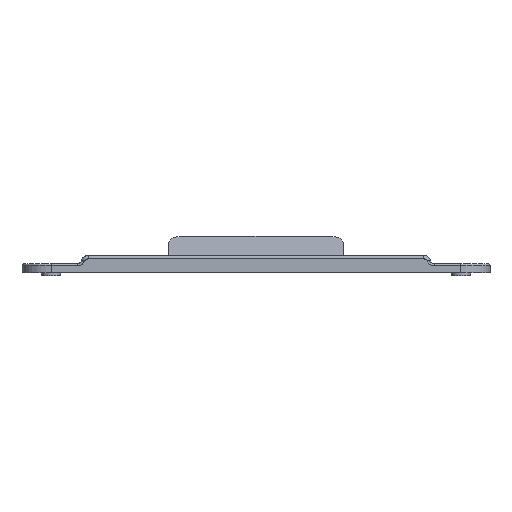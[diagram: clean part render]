
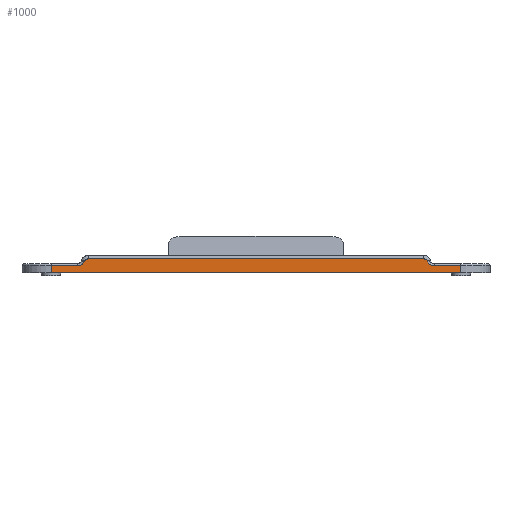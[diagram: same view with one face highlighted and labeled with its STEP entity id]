
A CAD part, front view. The second image highlights one B-rep face of the part: STEP entity #1000.
In plain terms, the highlighted planar face has unit normal (0, -1, 0).
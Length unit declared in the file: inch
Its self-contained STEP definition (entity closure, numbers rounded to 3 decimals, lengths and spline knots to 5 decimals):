
#37=PLANE('',#1092);
#61=LINE('',#1635,#124);
#72=LINE('',#1676,#135);
#73=LINE('',#1687,#136);
#74=LINE('',#1713,#137);
#75=LINE('',#1715,#138);
#76=LINE('',#1716,#139);
#124=VECTOR('',#1195,0.3937);
#135=VECTOR('',#1240,0.3937);
#136=VECTOR('',#1245,0.3937);
#137=VECTOR('',#1246,0.3937);
#138=VECTOR('',#1247,0.3937);
#139=VECTOR('',#1248,0.3937);
#222=FACE_OUTER_BOUND('',#281,.T.);
#281=EDGE_LOOP('',(#682,#683,#684,#685,#686,#687,#688,#689,#690,#691));
#343=B_SPLINE_CURVE_WITH_KNOTS('',3,(#1614,#1615,#1616,#1617,#1618,#1619,
#1620,#1621,#1622,#1623,#1624,#1625,#1626,#1627,#1628,#1629),
 .UNSPECIFIED.,.F.,.F.,(4,2,1,1,1,1,1,1,1,1,1,1,4),(-0.00085,
0.,0.01082,0.02165,0.03247,0.04329,
0.06494,0.08658,0.10823,0.12987,
0.15152,0.17316,0.21645),.UNSPECIFIED.);
#344=B_SPLINE_CURVE_WITH_KNOTS('',3,(#1680,#1681,#1682,#1683,#1684,#1685),
 .UNSPECIFIED.,.F.,.F.,(4,1,1,4),(0.,0.03101,
0.04652,0.06881),.UNSPECIFIED.);
#345=B_SPLINE_CURVE_WITH_KNOTS('',3,(#1689,#1690,#1691,#1692,#1693,#1694),
 .UNSPECIFIED.,.F.,.F.,(4,1,1,4),(0.05615,0.06295,
0.09396,0.12496),.UNSPECIFIED.);
#346=B_SPLINE_CURVE_WITH_KNOTS('',3,(#1696,#1697,#1698,#1699,#1700,#1701,
#1702,#1703,#1704,#1705,#1706,#1707,#1708,#1709,#1710,#1711),
 .UNSPECIFIED.,.F.,.F.,(4,1,1,1,1,1,1,1,1,1,1,2,4),(0.,0.04329,
0.06494,0.08658,0.10823,0.12987,
0.15152,0.17316,0.18399,0.19481,
0.20563,0.21645,0.2173),.UNSPECIFIED.);
#418=VERTEX_POINT('',#1594);
#420=VERTEX_POINT('',#1597);
#421=VERTEX_POINT('',#1631);
#435=VERTEX_POINT('',#1675);
#436=VERTEX_POINT('',#1679);
#437=VERTEX_POINT('',#1686);
#438=VERTEX_POINT('',#1688);
#439=VERTEX_POINT('',#1695);
#440=VERTEX_POINT('',#1712);
#441=VERTEX_POINT('',#1714);
#506=EDGE_CURVE('',#420,#418,#343,.T.);
#509=EDGE_CURVE('',#418,#421,#61,.T.);
#529=EDGE_CURVE('',#435,#421,#72,.T.);
#531=EDGE_CURVE('',#436,#420,#344,.T.);
#532=EDGE_CURVE('',#437,#436,#73,.T.);
#533=EDGE_CURVE('',#438,#437,#345,.T.);
#534=EDGE_CURVE('',#439,#438,#346,.T.);
#535=EDGE_CURVE('',#440,#439,#74,.T.);
#536=EDGE_CURVE('',#441,#440,#75,.T.);
#537=EDGE_CURVE('',#441,#435,#76,.T.);
#682=ORIENTED_EDGE('',*,*,#509,.F.);
#683=ORIENTED_EDGE('',*,*,#506,.F.);
#684=ORIENTED_EDGE('',*,*,#531,.F.);
#685=ORIENTED_EDGE('',*,*,#532,.F.);
#686=ORIENTED_EDGE('',*,*,#533,.F.);
#687=ORIENTED_EDGE('',*,*,#534,.F.);
#688=ORIENTED_EDGE('',*,*,#535,.F.);
#689=ORIENTED_EDGE('',*,*,#536,.F.);
#690=ORIENTED_EDGE('',*,*,#537,.T.);
#691=ORIENTED_EDGE('',*,*,#529,.T.);
#1000=ADVANCED_FACE('',(#222),#37,.T.);
#1092=AXIS2_PLACEMENT_3D('',#1678,#1243,#1244);
#1195=DIRECTION('',(1.,0.,0.));
#1240=DIRECTION('',(0.,0.,1.));
#1243=DIRECTION('center_axis',(0.,-1.,0.));
#1244=DIRECTION('ref_axis',(1.,0.,0.));
#1245=DIRECTION('',(1.,0.,0.));
#1246=DIRECTION('',(1.,0.,0.));
#1247=DIRECTION('',(0.,0.,1.));
#1248=DIRECTION('',(1.,0.,0.));
#1594=CARTESIAN_POINT('',(1.51999,-2.248,0.305));
#1597=CARTESIAN_POINT('',(1.45505,-2.248,0.355));
#1614=CARTESIAN_POINT('Ctrl Pts',(1.45505,-2.248,0.355));
#1615=CARTESIAN_POINT('Ctrl Pts',(1.45513,-2.248,0.35493));
#1616=CARTESIAN_POINT('Ctrl Pts',(1.45521,-2.248,0.35485));
#1617=CARTESIAN_POINT('Ctrl Pts',(1.45636,-2.248,0.35383));
#1618=CARTESIAN_POINT('Ctrl Pts',(1.45837,-2.248,0.35182));
#1619=CARTESIAN_POINT('Ctrl Pts',(1.46111,-2.248,0.34852));
#1620=CARTESIAN_POINT('Ctrl Pts',(1.4636,-2.248,0.34506));
#1621=CARTESIAN_POINT('Ctrl Pts',(1.46674,-2.248,0.34033));
#1622=CARTESIAN_POINT('Ctrl Pts',(1.47058,-2.248,0.33436));
#1623=CARTESIAN_POINT('Ctrl Pts',(1.47563,-2.248,0.32746));
#1624=CARTESIAN_POINT('Ctrl Pts',(1.48138,-2.248,0.32112));
#1625=CARTESIAN_POINT('Ctrl Pts',(1.48788,-2.248,0.31557));
#1626=CARTESIAN_POINT('Ctrl Pts',(1.49521,-2.248,0.31097));
#1627=CARTESIAN_POINT('Ctrl Pts',(1.50566,-2.248,0.30645));
#1628=CARTESIAN_POINT('Ctrl Pts',(1.51431,-2.248,0.305));
#1629=CARTESIAN_POINT('Ctrl Pts',(1.51999,-2.248,0.305));
#1631=CARTESIAN_POINT('',(1.748,-2.248,0.305));
#1635=CARTESIAN_POINT('',(-0.874,-2.248,0.305));
#1675=CARTESIAN_POINT('',(1.748,-2.248,0.245));
#1676=CARTESIAN_POINT('',(1.748,-2.248,0.245));
#1678=CARTESIAN_POINT('Origin',(-1.748,-2.248,0.245));
#1679=CARTESIAN_POINT('',(1.43066,-2.248,0.365));
#1680=CARTESIAN_POINT('Ctrl Pts',(1.43066,-2.248,0.365));
#1681=CARTESIAN_POINT('Ctrl Pts',(1.43473,-2.248,0.365));
#1682=CARTESIAN_POINT('Ctrl Pts',(1.44085,-2.248,0.36401));
#1683=CARTESIAN_POINT('Ctrl Pts',(1.44909,-2.248,0.36021));
#1684=CARTESIAN_POINT('Ctrl Pts',(1.45303,-2.248,0.35712));
#1685=CARTESIAN_POINT('Ctrl Pts',(1.45505,-2.248,0.355));
#1686=CARTESIAN_POINT('',(-1.43066,-2.248,0.365));
#1687=CARTESIAN_POINT('',(-0.874,-2.248,0.365));
#1688=CARTESIAN_POINT('',(-1.45505,-2.248,0.355));
#1689=CARTESIAN_POINT('Ctrl Pts',(-1.45505,-2.248,0.355));
#1690=CARTESIAN_POINT('Ctrl Pts',(-1.45443,-2.248,0.35565));
#1691=CARTESIAN_POINT('Ctrl Pts',(-1.45085,-2.248,0.35909));
#1692=CARTESIAN_POINT('Ctrl Pts',(-1.44288,-2.248,0.36368));
#1693=CARTESIAN_POINT('Ctrl Pts',(-1.43473,-2.248,0.365));
#1694=CARTESIAN_POINT('Ctrl Pts',(-1.43066,-2.248,0.365));
#1695=CARTESIAN_POINT('',(-1.51999,-2.248,0.305));
#1696=CARTESIAN_POINT('Ctrl Pts',(-1.51999,-2.248,0.305));
#1697=CARTESIAN_POINT('Ctrl Pts',(-1.51431,-2.248,0.305));
#1698=CARTESIAN_POINT('Ctrl Pts',(-1.50566,-2.248,0.30645));
#1699=CARTESIAN_POINT('Ctrl Pts',(-1.49521,-2.248,0.31097));
#1700=CARTESIAN_POINT('Ctrl Pts',(-1.48788,-2.248,0.31557));
#1701=CARTESIAN_POINT('Ctrl Pts',(-1.48138,-2.248,0.32112));
#1702=CARTESIAN_POINT('Ctrl Pts',(-1.47563,-2.248,0.32746));
#1703=CARTESIAN_POINT('Ctrl Pts',(-1.47058,-2.248,0.33436));
#1704=CARTESIAN_POINT('Ctrl Pts',(-1.46674,-2.248,0.34033));
#1705=CARTESIAN_POINT('Ctrl Pts',(-1.4636,-2.248,0.34506));
#1706=CARTESIAN_POINT('Ctrl Pts',(-1.46111,-2.248,0.34852));
#1707=CARTESIAN_POINT('Ctrl Pts',(-1.45837,-2.248,0.35182));
#1708=CARTESIAN_POINT('Ctrl Pts',(-1.45636,-2.248,0.35383));
#1709=CARTESIAN_POINT('Ctrl Pts',(-1.45521,-2.248,0.35485));
#1710=CARTESIAN_POINT('Ctrl Pts',(-1.45513,-2.248,0.35493));
#1711=CARTESIAN_POINT('Ctrl Pts',(-1.45505,-2.248,0.355));
#1712=CARTESIAN_POINT('',(-1.748,-2.248,0.305));
#1713=CARTESIAN_POINT('',(-0.874,-2.248,0.305));
#1714=CARTESIAN_POINT('',(-1.748,-2.248,0.245));
#1715=CARTESIAN_POINT('',(-1.748,-2.248,0.245));
#1716=CARTESIAN_POINT('',(-1.748,-2.248,0.245));
